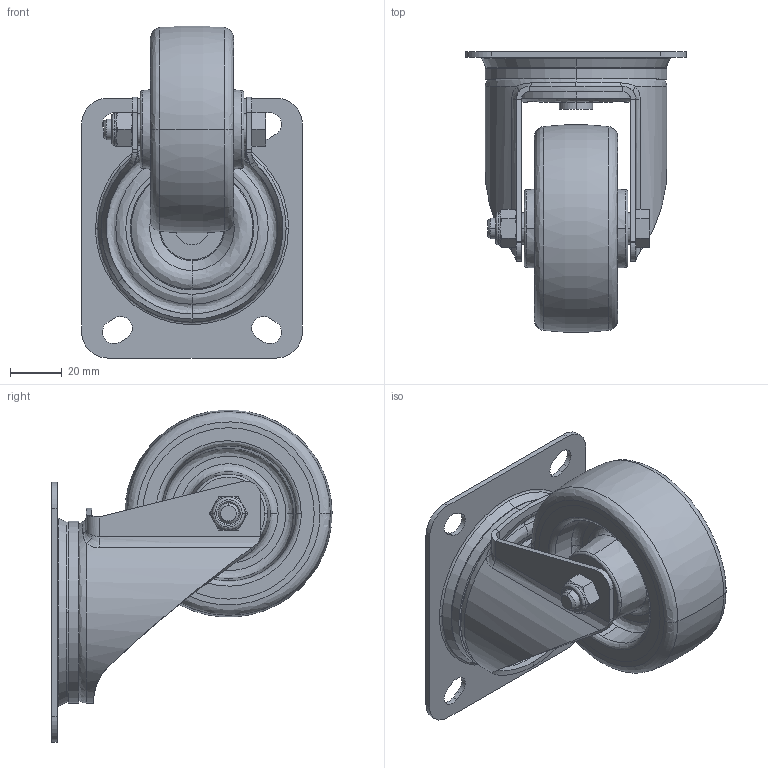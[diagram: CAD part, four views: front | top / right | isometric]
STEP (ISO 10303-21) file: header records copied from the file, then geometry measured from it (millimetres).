
FILE_DESCRIPTION (( 'STEP AP214' ), '1' );
FILE_NAME ('0056744.step', '2024-04-11T09:34:39', ( '' ), ( '' ), 'SwSTEP 2.0', 'SolidWorks 2020', '' );
FILE_SCHEMA (( 'AUTOMOTIVE_DESIGN' ));
Length unit declared in the file: millimetre
Products named in the file (1): 0056744
Bounding box: 85 x 107.91 x 127.82 mm (x, y, z)
Volume: 189141 mm3; surface area: 73196.2 mm2
Topology: 1 solids, 5 shells, 288 faces, 699 edges, 440 vertices
Faces by surface type: bspline 117, plane 69, cylinder 54, cone 46, torus 2
Entity records: 15832 total; most frequent: CARTESIAN_POINT 9014, ORIENTED_EDGE 1390, DIRECTION 1242, EDGE_CURVE 695, AXIS2_PLACEMENT_3D 528, VERTEX_POINT 440, CIRCLE 356, EDGE_LOOP 329
